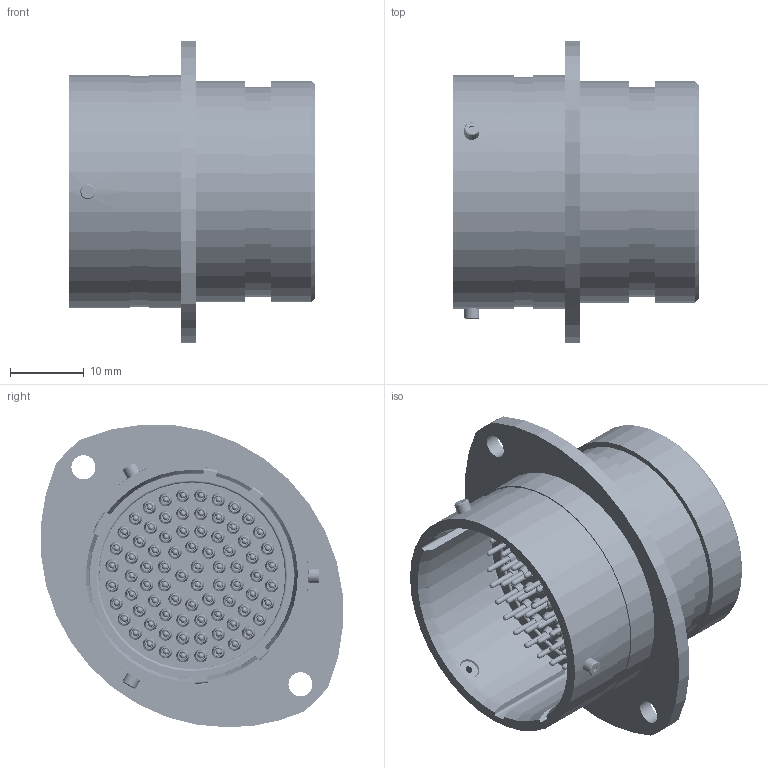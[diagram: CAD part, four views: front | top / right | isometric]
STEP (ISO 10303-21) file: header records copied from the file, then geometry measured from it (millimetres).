
FILE_DESCRIPTION (( 'STEP AP214' ), '1' );
FILE_NAME ('AS020-35PC.STEP', '2020-06-23T14:48:35', ( 'TE Connectivity' ), ( 'TE Connectivity' ), 'SwSTEP 2.0', 'SolidWorks 2016', '' );
FILE_SCHEMA (( 'AUTOMOTIVE_DESIGN' ));
Length unit declared in the file: millimetre
Products named in the file (1): AS020-35PC
Bounding box: 33.31 x 40.96 x 41.04 mm (x, y, z)
Volume: 14941.4 mm3; surface area: 18454.4 mm2
Topology: 167 solids, 167 shells, 5430 faces, 11097 edges, 6325 vertices
Faces by surface type: torus 2234, cylinder 1685, cone 810, plane 685, sphere 16
Entity records: 205912 total; most frequent: DIRECTION 30408, CARTESIAN_POINT 23139, ORIENTED_EDGE 22158, AXIS2_PLACEMENT_3D 13942, EDGE_CURVE 11079, CIRCLE 8513, VERTEX_POINT 6319, EDGE_LOOP 6252
